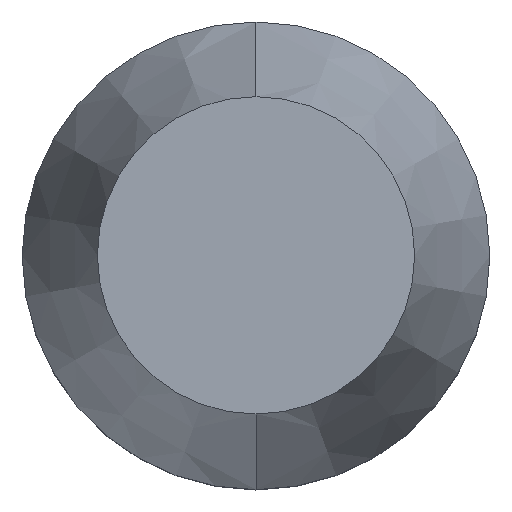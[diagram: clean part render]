
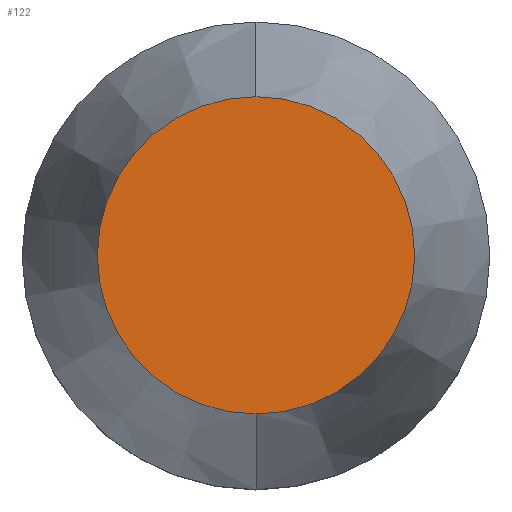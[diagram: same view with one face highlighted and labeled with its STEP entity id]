
A CAD part, top view. The second image highlights one B-rep face of the part: STEP entity #122.
In plain terms, the highlighted planar face has unit normal (0, 0, 1).
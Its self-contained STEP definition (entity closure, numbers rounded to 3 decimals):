
#76=EDGE_CURVE('',#100,#140,#181,.T.);
#100=VERTEX_POINT('',#209);
#120=EDGE_CURVE('',#140,#100,#231,.T.);
#122=ADVANCED_FACE('',(#233),#234,.T.);
#140=VERTEX_POINT('',#255);
#181=CIRCLE('',#290,3.392);
#209=CARTESIAN_POINT('',(0.,-3.392,10.));
#231=CIRCLE('',#354,3.392);
#233=FACE_OUTER_BOUND('',#356,.T.);
#234=PLANE('',#357);
#255=CARTESIAN_POINT('',(0.,3.392,10.));
#290=AXIS2_PLACEMENT_3D('',#419,#420,#421);
#354=AXIS2_PLACEMENT_3D('',#480,#481,#482);
#356=EDGE_LOOP('',(#484,#485));
#357=AXIS2_PLACEMENT_3D('',#486,#487,#488);
#419=CARTESIAN_POINT('',(0.,0.,10.));
#420=DIRECTION('',(0.0,0.0,1.0));
#421=DIRECTION('',(0.,-1.0,0.0));
#480=CARTESIAN_POINT('',(0.,0.,10.));
#481=DIRECTION('',(0.0,0.0,1.0));
#482=DIRECTION('',(0.,-1.0,0.0));
#484=ORIENTED_EDGE('',*,*,#76,.T.);
#485=ORIENTED_EDGE('',*,*,#120,.T.);
#486=CARTESIAN_POINT('',(0.,-1.696,10.));
#487=DIRECTION('',(0.0,0.0,1.0));
#488=DIRECTION('',(0.,-1.0,0.0));
